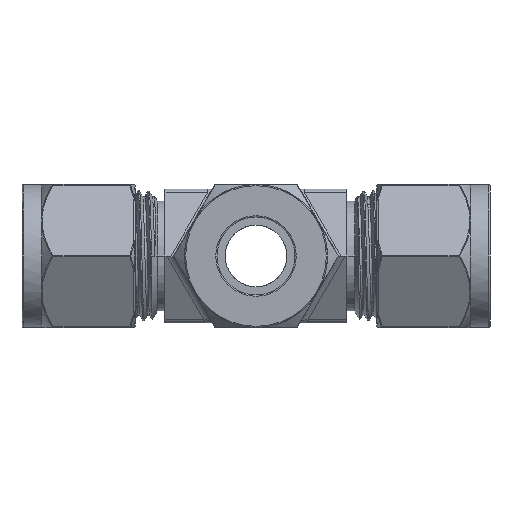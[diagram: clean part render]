
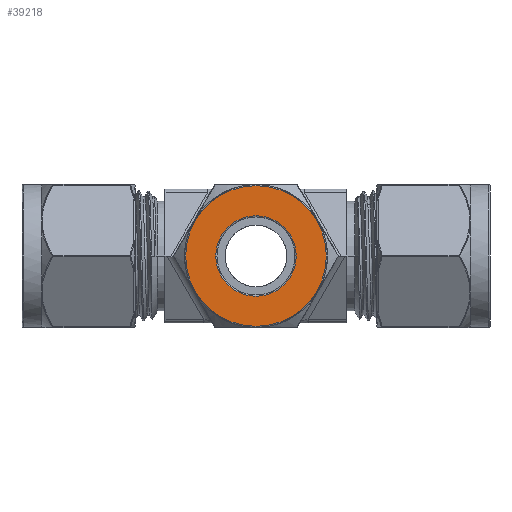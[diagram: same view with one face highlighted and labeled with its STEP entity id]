
A CAD part, front view. The second image highlights one B-rep face of the part: STEP entity #39218.
In plain terms, the highlighted face is planar.
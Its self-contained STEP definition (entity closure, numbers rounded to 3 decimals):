
#36145=CARTESIAN_POINT('',(0.,0.,0.));
#36146=DIRECTION('',(-1.,0.,0.));
#36147=DIRECTION('',(0.,1.,0.));
#36148=AXIS2_PLACEMENT_3D('',#36145,#36146,#36147);
#36150=CARTESIAN_POINT('',(0.,0.,0.));
#36151=DIRECTION('',(-1.,0.,0.));
#36152=DIRECTION('',(0.,-1.,0.));
#36153=AXIS2_PLACEMENT_3D('',#36150,#36151,#36152);
#36155=CARTESIAN_POINT('',(0.,0.,0.));
#36156=DIRECTION('',(1.,0.,0.));
#36157=DIRECTION('',(0.,0.,-1.));
#36158=AXIS2_PLACEMENT_3D('',#36155,#36156,#36157);
#36160=CARTESIAN_POINT('',(0.,0.,0.));
#36161=DIRECTION('',(1.,0.,0.));
#36162=DIRECTION('',(0.,0.,1.));
#36163=AXIS2_PLACEMENT_3D('',#36160,#36161,#36162);
#39028=CARTESIAN_POINT('',(0.,6.188,0.));
#39029=CARTESIAN_POINT('',(0.,-6.188,0.));
#39030=VERTEX_POINT('',#39028);
#39031=VERTEX_POINT('',#39029);
#39190=CARTESIAN_POINT('',(0.,0.,-10.813));
#39191=CARTESIAN_POINT('',(0.,0.,10.813));
#39192=VERTEX_POINT('',#39190);
#39193=VERTEX_POINT('',#39191);
#39201=CARTESIAN_POINT('',(0.,0.,0.));
#39202=DIRECTION('',(1.,0.,0.));
#39203=DIRECTION('',(0.,-1.,0.));
#39204=AXIS2_PLACEMENT_3D('',#39201,#39202,#39203);
#39205=PLANE('',#39204);
#39207=ORIENTED_EDGE('',*,*,#39206,.F.);
#39209=ORIENTED_EDGE('',*,*,#39208,.F.);
#39210=EDGE_LOOP('',(#39207,#39209));
#39211=FACE_OUTER_BOUND('',#39210,.F.);
#39213=ORIENTED_EDGE('',*,*,#39212,.F.);
#39215=ORIENTED_EDGE('',*,*,#39214,.F.);
#39216=EDGE_LOOP('',(#39213,#39215));
#39217=FACE_BOUND('',#39216,.F.);
#36149=CIRCLE('',#36148,6.188);
#36154=CIRCLE('',#36153,6.188);
#36159=CIRCLE('',#36158,10.813);
#36164=CIRCLE('',#36163,10.813);
#39206=EDGE_CURVE('',#39192,#39193,#36159,.T.);
#39208=EDGE_CURVE('',#39193,#39192,#36164,.T.);
#39212=EDGE_CURVE('',#39030,#39031,#36149,.T.);
#39214=EDGE_CURVE('',#39031,#39030,#36154,.T.);
#39218=ADVANCED_FACE('',(#39211,#39217),#39205,.T.);
